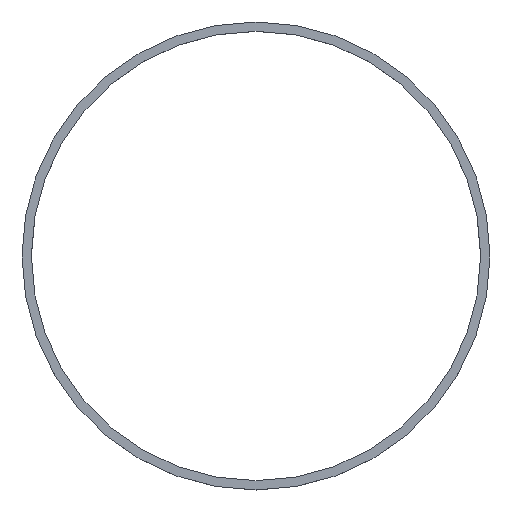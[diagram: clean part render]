
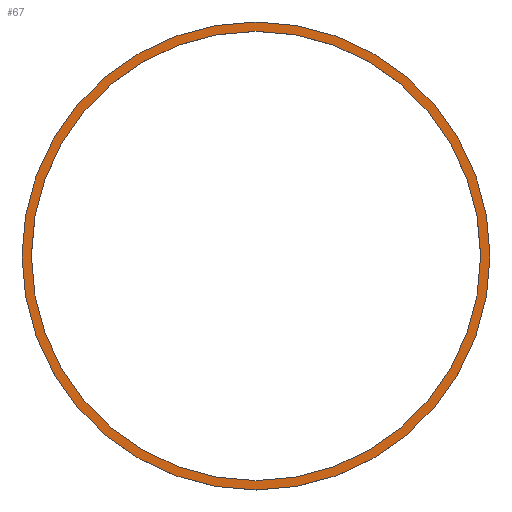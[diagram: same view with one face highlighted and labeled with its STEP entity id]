
A CAD part, top view. The second image highlights one B-rep face of the part: STEP entity #67.
In plain terms, the highlighted planar face has unit normal (0, 0, 1).
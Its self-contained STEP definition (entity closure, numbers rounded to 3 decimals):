
#40=FACE_BOUND('',#136,.T.);
#67=ADVANCED_FACE('',(#97,#40),#472,.T.);
#97=FACE_OUTER_BOUND('',#135,.T.);
#135=EDGE_LOOP('',(#242,#243));
#136=EDGE_LOOP('',(#244,#245));
#242=ORIENTED_EDGE('',*,*,#317,.F.);
#243=ORIENTED_EDGE('',*,*,#310,.F.);
#244=ORIENTED_EDGE('',*,*,#320,.F.);
#245=ORIENTED_EDGE('',*,*,#313,.F.);
#310=EDGE_CURVE('',#456,#460,#374,.T.);
#313=EDGE_CURVE('',#458,#462,#376,.T.);
#317=EDGE_CURVE('',#460,#456,#378,.T.);
#320=EDGE_CURVE('',#462,#458,#380,.T.);
#374=TRIMMED_CURVE($,#414,(#908),(#909),.T.,.CARTESIAN.);
#376=TRIMMED_CURVE($,#416,(#916),(#917),.T.,.CARTESIAN.);
#378=TRIMMED_CURVE($,#418,(#926),(#927),.T.,.CARTESIAN.);
#380=TRIMMED_CURVE($,#420,(#934),(#935),.T.,.CARTESIAN.);
#414=CIRCLE('',#576,75.);
#416=CIRCLE('',#578,72.);
#418=CIRCLE('',#580,75.);
#420=CIRCLE('',#582,72.);
#456=VERTEX_POINT('',#899);
#458=VERTEX_POINT('',#901);
#460=VERTEX_POINT('',#903);
#462=VERTEX_POINT('',#905);
#472=PLANE('',#571);
#571=AXIS2_PLACEMENT_3D('',#894,#679,$);
#576=AXIS2_PLACEMENT_3D($,#907,#684,#685);
#578=AXIS2_PLACEMENT_3D($,#915,#688,#689);
#580=AXIS2_PLACEMENT_3D($,#925,#692,#693);
#582=AXIS2_PLACEMENT_3D($,#933,#696,#697);
#679=DIRECTION('',(0.,0.,1.));
#684=DIRECTION('',(0.,0.,-1.));
#685=DIRECTION('',(1.,0.,0.));
#688=DIRECTION('',(0.,0.,1.));
#689=DIRECTION('',(1.,0.,0.));
#692=DIRECTION('',(0.,0.,-1.));
#693=DIRECTION('',(-1.,0.,0.));
#696=DIRECTION('',(0.,0.,1.));
#697=DIRECTION('',(-1.,0.,0.));
#894=CARTESIAN_POINT('',(86.148,-60.423,5.475));
#899=CARTESIAN_POINT('',(67.398,33.327,5.475));
#901=CARTESIAN_POINT('',(64.398,33.327,5.475));
#903=CARTESIAN_POINT('',(-82.602,33.327,5.475));
#905=CARTESIAN_POINT('',(-79.602,33.327,5.475));
#907=CARTESIAN_POINT('',(-7.602,33.327,5.475));
#908=CARTESIAN_POINT('',(67.398,33.327,5.475));
#909=CARTESIAN_POINT('',(-82.602,33.327,5.475));
#915=CARTESIAN_POINT('',(-7.602,33.327,5.475));
#916=CARTESIAN_POINT('',(64.398,33.327,5.475));
#917=CARTESIAN_POINT('',(-79.602,33.327,5.475));
#925=CARTESIAN_POINT('',(-7.602,33.327,5.475));
#926=CARTESIAN_POINT('',(-82.602,33.327,5.475));
#927=CARTESIAN_POINT('',(67.398,33.327,5.475));
#933=CARTESIAN_POINT('',(-7.602,33.327,5.475));
#934=CARTESIAN_POINT('',(-79.602,33.327,5.475));
#935=CARTESIAN_POINT('',(64.398,33.327,5.475));
